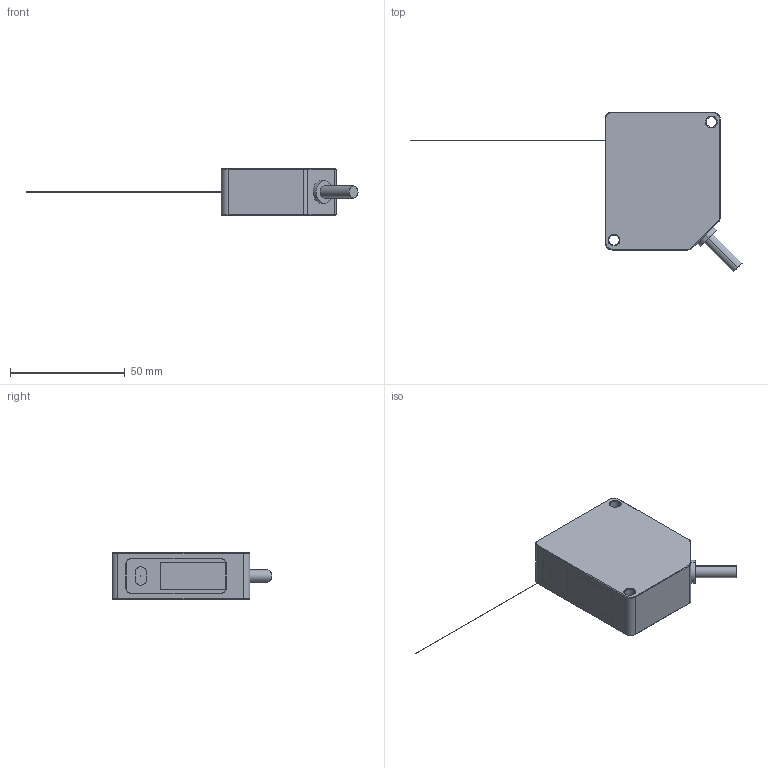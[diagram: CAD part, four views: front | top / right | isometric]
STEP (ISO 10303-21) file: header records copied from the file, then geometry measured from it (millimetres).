
FILE_DESCRIPTION((''),'2;1');
FILE_NAME('BLG-85NM','2022-08-02T17:57:50',('Administrator'),(''),'CREO PARAMETRIC BY PTC INC, 2021023','CREO PARAMETRIC BY PTC INC, 2021023','');
FILE_SCHEMA(('CONFIG_CONTROL_DESIGN'));
Length unit declared in the file: millimetre
Products named in the file (1): BLG-85NM
Bounding box: 144.52 x 69.52 x 20.4 mm (x, y, z)
Volume: 59185.4 mm3; surface area: 11369.8 mm2
Topology: 1 solids, 1 shells, 120 faces, 272 edges, 172 vertices
Faces by surface type: plane 57, cylinder 45, cone 18
Entity records: 3408 total; most frequent: DIRECTION 622, CARTESIAN_POINT 564, ORIENTED_EDGE 544, EDGE_CURVE 272, AXIS2_PLACEMENT_3D 230, VERTEX_POINT 172, VECTOR 162, LINE 162
